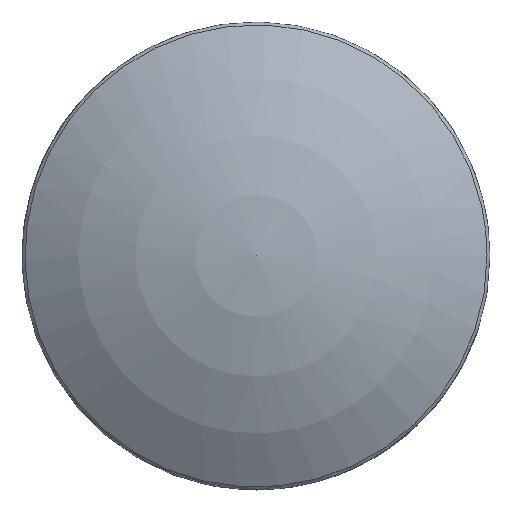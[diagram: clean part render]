
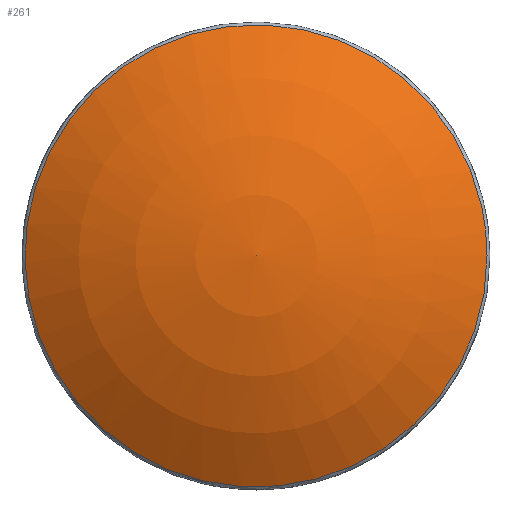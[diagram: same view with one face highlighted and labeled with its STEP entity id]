
A CAD part, top view. The second image highlights one B-rep face of the part: STEP entity #261.
In plain terms, the highlighted spherical face has radius 13.211 mm.
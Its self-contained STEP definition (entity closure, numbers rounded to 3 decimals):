
#122 = ( BOUNDED_SURFACE() B_SPLINE_SURFACE(2,14,(
    (#123,#124,#125,#126,#127,#128,#129,#130,#131,#132,#133,#134,#135
      ,#136,#137)
    ,(#138,#139,#140,#141,#142,#143,#144,#145,#146,#147,#148,#149,#150
      ,#151,#152)
    ,(#153,#154,#155,#156,#157,#158,#159,#160,#161,#162,#163,#164,#165
      ,#166,#167
)),.UNSPECIFIED.,.F.,.T.,.F.) B_SPLINE_SURFACE_WITH_KNOTS((3,3),(15,15),
  (0.,45.867),(0.,45.867),
.PIECEWISE_BEZIER_KNOTS.) GEOMETRIC_REPRESENTATION_ITEM() 
RATIONAL_B_SPLINE_SURFACE((
    (1.,1.,1.,1.,1.,1.,1.,1.,1.,1.
      ,1.,1.,1.,1.,1.)
    ,(0.879,0.879,0.879,0.879
      ,0.879,0.879,0.879,0.879
      ,0.879,0.879,0.879,0.879
      ,0.879,0.879,0.879)
    ,(1.,1.,1.,1.,1.,1.,1.,1.,1.,1.
,1.,1.,1.,1.,1.))) REPRESENTATION_ITEM('') SURFACE() );
#123 = CARTESIAN_POINT('',(7.3,0.,1.592));
#124 = CARTESIAN_POINT('',(7.3,-3.229,1.592
    ));
#125 = CARTESIAN_POINT('',(5.762,-6.526,1.592
    ));
#126 = CARTESIAN_POINT('',(2.578,-9.033,1.592)
  );
#127 = CARTESIAN_POINT('',(-1.764,-9.857,
    1.592));
#128 = CARTESIAN_POINT('',(-6.263,-8.226,1.592
    ));
#129 = CARTESIAN_POINT('',(-9.28,-4.996,
    1.592));
#130 = CARTESIAN_POINT('',(-11.189,0.,
    1.592));
#131 = CARTESIAN_POINT('',(-9.28,4.996,1.592)
  );
#132 = CARTESIAN_POINT('',(-6.263,8.226,1.592)
  );
#133 = CARTESIAN_POINT('',(-1.764,9.857,1.592
    ));
#134 = CARTESIAN_POINT('',(2.578,9.033,1.592)
  );
#135 = CARTESIAN_POINT('',(5.762,6.526,1.592)
  );
#136 = CARTESIAN_POINT('',(7.3,3.229,1.592)
  );
#137 = CARTESIAN_POINT('',(7.3,0.,1.592));
#138 = CARTESIAN_POINT('',(7.3,0.,1.701));
#139 = CARTESIAN_POINT('',(7.3,-3.229,1.701)
  );
#140 = CARTESIAN_POINT('',(5.762,-6.526,1.701
    ));
#141 = CARTESIAN_POINT('',(2.578,-9.033,1.701
    ));
#142 = CARTESIAN_POINT('',(-1.764,-9.857,1.701
    ));
#143 = CARTESIAN_POINT('',(-6.263,-8.226,
    1.701));
#144 = CARTESIAN_POINT('',(-9.28,-4.996,1.701
    ));
#145 = CARTESIAN_POINT('',(-11.189,0.,
    1.701));
#146 = CARTESIAN_POINT('',(-9.28,4.996,1.701
    ));
#147 = CARTESIAN_POINT('',(-6.263,8.226,1.701
    ));
#148 = CARTESIAN_POINT('',(-1.764,9.857,1.701
    ));
#149 = CARTESIAN_POINT('',(2.578,9.033,1.701)
  );
#150 = CARTESIAN_POINT('',(5.762,6.526,1.701)
  );
#151 = CARTESIAN_POINT('',(7.3,3.229,1.701)
  );
#152 = CARTESIAN_POINT('',(7.3,0.,1.701));
#153 = CARTESIAN_POINT('',(7.209,0.,
    1.76));
#154 = CARTESIAN_POINT('',(7.209,-3.189,1.76
    ));
#155 = CARTESIAN_POINT('',(5.691,-6.445,1.76
    ));
#156 = CARTESIAN_POINT('',(2.546,-8.921,1.76
    ));
#157 = CARTESIAN_POINT('',(-1.742,-9.735,1.76
    ));
#158 = CARTESIAN_POINT('',(-6.185,-8.124,
    1.76));
#159 = CARTESIAN_POINT('',(-9.165,-4.934,
    1.76));
#160 = CARTESIAN_POINT('',(-11.05,0.,
    1.76));
#161 = CARTESIAN_POINT('',(-9.165,4.934,1.76
    ));
#162 = CARTESIAN_POINT('',(-6.185,8.124,1.76
    ));
#163 = CARTESIAN_POINT('',(-1.742,9.735,1.76
    ));
#164 = CARTESIAN_POINT('',(2.546,8.921,1.76)
  );
#165 = CARTESIAN_POINT('',(5.691,6.445,1.76)
  );
#166 = CARTESIAN_POINT('',(7.209,3.189,1.76)
  );
#167 = CARTESIAN_POINT('',(7.209,0.,
    1.76));
#179 = VERTEX_POINT('',#180);
#180 = CARTESIAN_POINT('',(7.209,0.,
    1.76));
#199 = EDGE_CURVE('',#179,#179,#200,.T.);
#200 = SURFACE_CURVE('',#201,(#217,#224),.PCURVE_S1.);
#201 = ( BOUNDED_CURVE() B_SPLINE_CURVE(14,(#202,#203,#204,#205,#206,
    #207,#208,#209,#210,#211,#212,#213,#214,#215,#216),.UNSPECIFIED.,.T.
,.F.) B_SPLINE_CURVE_WITH_KNOTS((15,15),(0.,
45.867),.PIECEWISE_BEZIER_KNOTS.) CURVE() 
GEOMETRIC_REPRESENTATION_ITEM() RATIONAL_B_SPLINE_CURVE((1.,1.,1.,1.,1.,
    1.,1.,1.,1.,1.,1.,1.,1.,1.,1.)) 
REPRESENTATION_ITEM('') );
#202 = CARTESIAN_POINT('',(7.209,0.,
    1.76));
#203 = CARTESIAN_POINT('',(7.209,-3.189,1.76
    ));
#204 = CARTESIAN_POINT('',(5.691,-6.445,1.76
    ));
#205 = CARTESIAN_POINT('',(2.546,-8.921,1.76
    ));
#206 = CARTESIAN_POINT('',(-1.742,-9.735,1.76
    ));
#207 = CARTESIAN_POINT('',(-6.185,-8.124,
    1.76));
#208 = CARTESIAN_POINT('',(-9.165,-4.934,
    1.76));
#209 = CARTESIAN_POINT('',(-11.05,0.,
    1.76));
#210 = CARTESIAN_POINT('',(-9.165,4.934,1.76
    ));
#211 = CARTESIAN_POINT('',(-6.185,8.124,1.76
    ));
#212 = CARTESIAN_POINT('',(-1.742,9.735,1.76
    ));
#213 = CARTESIAN_POINT('',(2.546,8.921,1.76)
  );
#214 = CARTESIAN_POINT('',(5.691,6.445,1.76)
  );
#215 = CARTESIAN_POINT('',(7.209,3.189,1.76)
  );
#216 = CARTESIAN_POINT('',(7.209,0.,
    1.76));
#217 = PCURVE('',#122,#218);
#218 = DEFINITIONAL_REPRESENTATION('',(#219),#223);
#219 = LINE('',#220,#221);
#220 = CARTESIAN_POINT('',(45.867,0.));
#221 = VECTOR('',#222,1.);
#222 = DIRECTION('',(0.,1.));
#223 = ( GEOMETRIC_REPRESENTATION_CONTEXT(2) 
PARAMETRIC_REPRESENTATION_CONTEXT() REPRESENTATION_CONTEXT('2D SPACE',''
  ) );
#224 = PCURVE('',#225,#230);
#225 = SPHERICAL_SURFACE('',#226,13.211);
#226 = AXIS2_PLACEMENT_3D('',#227,#228,#229);
#227 = CARTESIAN_POINT('',(0.,0.,
    -9.311));
#228 = DIRECTION('',(0.,0.,1.));
#229 = DIRECTION('',(1.,0.,0.));
#230 = DEFINITIONAL_REPRESENTATION('',(#231),#254);
#231 = B_SPLINE_CURVE_WITH_KNOTS('',11,(#232,#233,#234,#235,#236,#237,
    #238,#239,#240,#241,#242,#243,#244,#245,#246,#247,#248,#249,#250,
    #251,#252,#253),.UNSPECIFIED.,.F.,.F.,(12,10,12),(0.
    ,22.934,45.867),.UNSPECIFIED.);
#232 = CARTESIAN_POINT('',(0.,0.994));
#233 = CARTESIAN_POINT('',(-0.281,0.994));
#234 = CARTESIAN_POINT('',(-0.567,0.994));
#235 = CARTESIAN_POINT('',(-0.854,0.994));
#236 = CARTESIAN_POINT('',(-1.141,0.994));
#237 = CARTESIAN_POINT('',(-1.427,0.994));
#238 = CARTESIAN_POINT('',(-1.714,0.994));
#239 = CARTESIAN_POINT('',(-1.999,0.994));
#240 = CARTESIAN_POINT('',(-2.285,0.994));
#241 = CARTESIAN_POINT('',(-2.57,0.994));
#242 = CARTESIAN_POINT('',(-2.856,0.994));
#243 = CARTESIAN_POINT('',(-3.427,0.994));
#244 = CARTESIAN_POINT('',(-3.713,0.994));
#245 = CARTESIAN_POINT('',(-3.998,0.994));
#246 = CARTESIAN_POINT('',(-4.284,0.994));
#247 = CARTESIAN_POINT('',(-4.569,0.994));
#248 = CARTESIAN_POINT('',(-4.856,0.994));
#249 = CARTESIAN_POINT('',(-5.142,0.994));
#250 = CARTESIAN_POINT('',(-5.43,0.994));
#251 = CARTESIAN_POINT('',(-5.716,0.994));
#252 = CARTESIAN_POINT('',(-6.002,0.994));
#253 = CARTESIAN_POINT('',(-6.283,0.994));
#254 = ( GEOMETRIC_REPRESENTATION_CONTEXT(2) 
PARAMETRIC_REPRESENTATION_CONTEXT() REPRESENTATION_CONTEXT('2D SPACE',''
  ) );
#261 = ADVANCED_FACE('',(#262),#225,.T.);
#262 = FACE_BOUND('',#263,.F.);
#263 = EDGE_LOOP('',(#264,#288,#289));
#264 = ORIENTED_EDGE('',*,*,#265,.F.);
#265 = EDGE_CURVE('',#179,#266,#268,.T.);
#266 = VERTEX_POINT('',#267);
#267 = CARTESIAN_POINT('',(0.,0.,3.9));
#268 = SEAM_CURVE('',#269,(#274,#281),.PCURVE_S1.);
#269 = CIRCLE('',#270,13.211);
#270 = AXIS2_PLACEMENT_3D('',#271,#272,#273);
#271 = CARTESIAN_POINT('',(0.,0.,
    -9.311));
#272 = DIRECTION('',(0.,-1.,0.));
#273 = DIRECTION('',(1.,0.,0.));
#274 = PCURVE('',#225,#275);
#275 = DEFINITIONAL_REPRESENTATION('',(#276),#280);
#276 = LINE('',#277,#278);
#277 = CARTESIAN_POINT('',(-0.,0.));
#278 = VECTOR('',#279,1.);
#279 = DIRECTION('',(-0.,1.));
#280 = ( GEOMETRIC_REPRESENTATION_CONTEXT(2) 
PARAMETRIC_REPRESENTATION_CONTEXT() REPRESENTATION_CONTEXT('2D SPACE',''
  ) );
#281 = PCURVE('',#225,#282);
#282 = DEFINITIONAL_REPRESENTATION('',(#283),#287);
#283 = LINE('',#284,#285);
#284 = CARTESIAN_POINT('',(-6.283,0.));
#285 = VECTOR('',#286,1.);
#286 = DIRECTION('',(-0.,1.));
#287 = ( GEOMETRIC_REPRESENTATION_CONTEXT(2) 
PARAMETRIC_REPRESENTATION_CONTEXT() REPRESENTATION_CONTEXT('2D SPACE',''
  ) );
#288 = ORIENTED_EDGE('',*,*,#199,.T.);
#289 = ORIENTED_EDGE('',*,*,#265,.T.);
